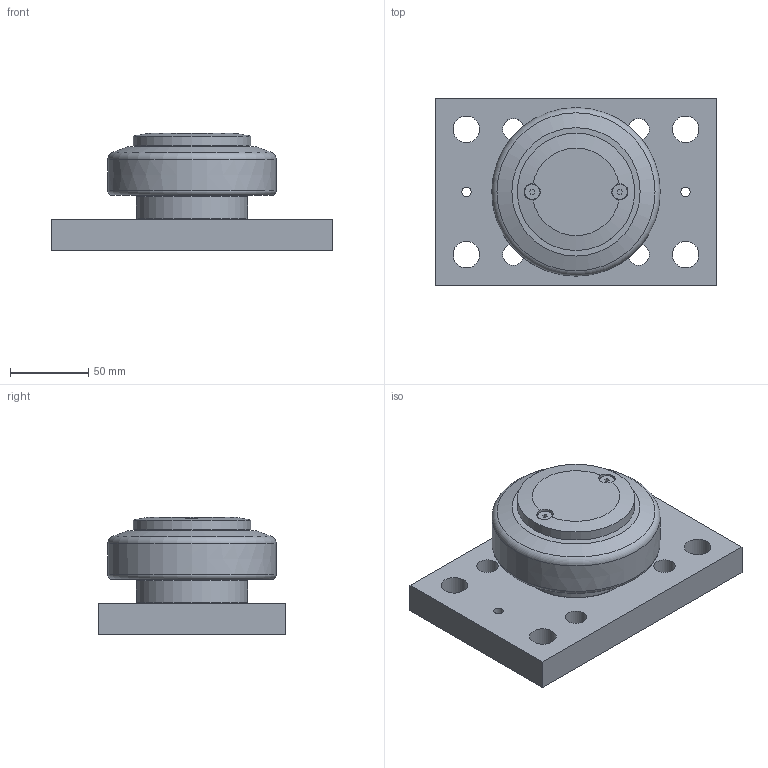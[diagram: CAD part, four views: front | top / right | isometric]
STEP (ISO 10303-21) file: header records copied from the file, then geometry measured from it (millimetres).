
FILE_DESCRIPTION(/* description */ ('-','CAx-IF Rec.Pracs.---Representation and Presentation of Product Manufacturing Information (PMI)---4.0---2014-10-13'),/* implementation_level */ '2;1');
FILE_NAME(/* name */ 'abcf9871-db6b-4972-bf56-8ddcfae0104f.stp',/* time_stamp */ '2020-04-01T16:37:03+02:00',/* author */ ('-'),/* organization */ ('NTI CADcenter A/S'),/* preprocessor_version */ 'ST-DEVELOPER v18',/* originating_system */ 'Autodesk Inventor 2020',/* authorisation */ '-');
FILE_SCHEMA (('AP242_MANAGED_MODEL_BASED_3D_ENGINEERING_MIM_LF { 1 0 10303 442 1 1 4 }'));
Length unit declared in the file: millimetre
Products named in the file (1): TR 110.0360 BR1100_Kontur
Bounding box: 180 x 120 x 74.9 mm (x, y, z)
Volume: 768365.1 mm3; surface area: 85603.1 mm2
Topology: 1 solids, 1 shells, 54 faces, 146 edges, 101 vertices
Faces by surface type: plane 27, cylinder 18, cone 6, torus 2, bspline 1
Full cylindrical faces by diameter (mm): 6 x2, 9.75 x2, 10.4 x2, 13.835 x4, 17 x4, 70.5 x1, 71 x1, 71.6 x1, 75 x1
Entity records: 1883 total; most frequent: CARTESIAN_POINT 368, DIRECTION 320, ORIENTED_EDGE 292, EDGE_CURVE 146, AXIS2_PLACEMENT_3D 124, VERTEX_POINT 101, EDGE_LOOP 81, LINE 72
